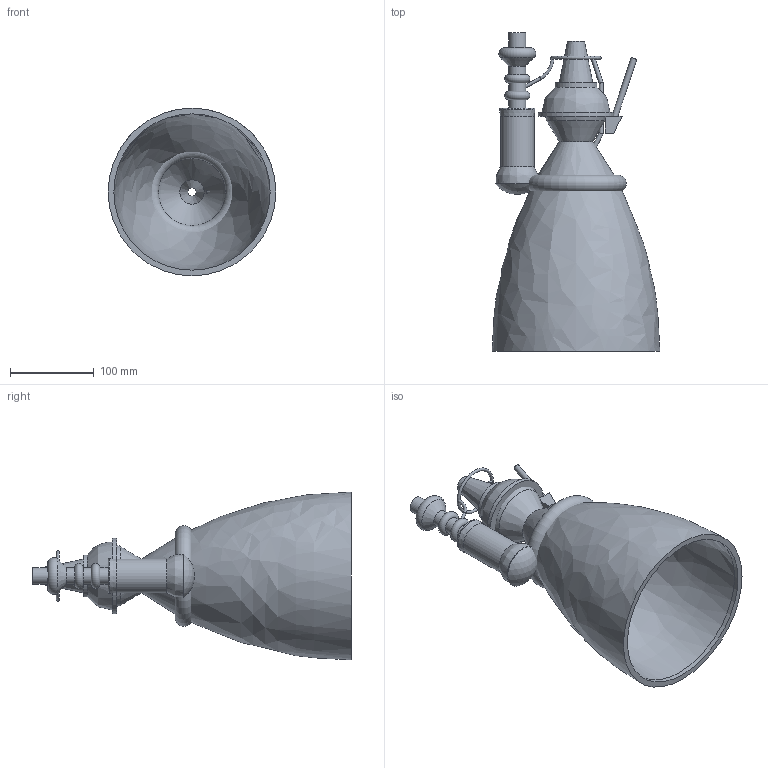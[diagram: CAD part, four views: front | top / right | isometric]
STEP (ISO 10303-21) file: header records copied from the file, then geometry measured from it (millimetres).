
FILE_DESCRIPTION(/* description */ (''),/* implementation_level */ '2;1');
FILE_NAME(/* name */ 'Rocket engine.step',/* time_stamp */ '2024-06-21T22:48:48+05:30',/* author */ (''),/* organization */ (''),/* preprocessor_version */ 'ST-DEVELOPER v20',/* originating_system */ 'Autodesk Translation Framework v13.14.0.145',/* authorisation */ '');
FILE_SCHEMA (('AUTOMOTIVE_DESIGN { 1 0 10303 214 3 1 1 }'));
Length unit declared in the file: centimetre
Products named in the file (13): engine; Component1; Component2; Component3; Component4; Component5; Component6; Component7; Component8; Component9; Component10; Component11; Component12
Assembly tree (12 placements, depth 2):
  engine
    Component1
    Component2
    Component3
    Component4
    Component5
    Component6
    Component7
    Component8
    Component9
    Component10
    Component11
    Component12
Bounding box: 200 x 380 x 200 mm (x, y, z)
Volume: 1209224.9 mm3; surface area: 349298 mm2
Topology: 12 solids, 12 shells, 62 faces, 120 edges, 79 vertices
Faces by surface type: plane 24, cylinder 15, torus 8, bspline 7, cone 7, sphere 1
Full cylindrical faces by diameter (mm): 3 x1, 3.48 x1, 5 x4, 7 x1, 20 x4, 40 x1, 50 x1, 90 x1, 186.481 x1
Entity records: 2205 total; most frequent: CARTESIAN_POINT 468, DIRECTION 366, ORIENTED_EDGE 240, AXIS2_PLACEMENT_3D 166, EDGE_CURVE 120, VERTEX_POINT 79, CIRCLE 77, EDGE_LOOP 69
